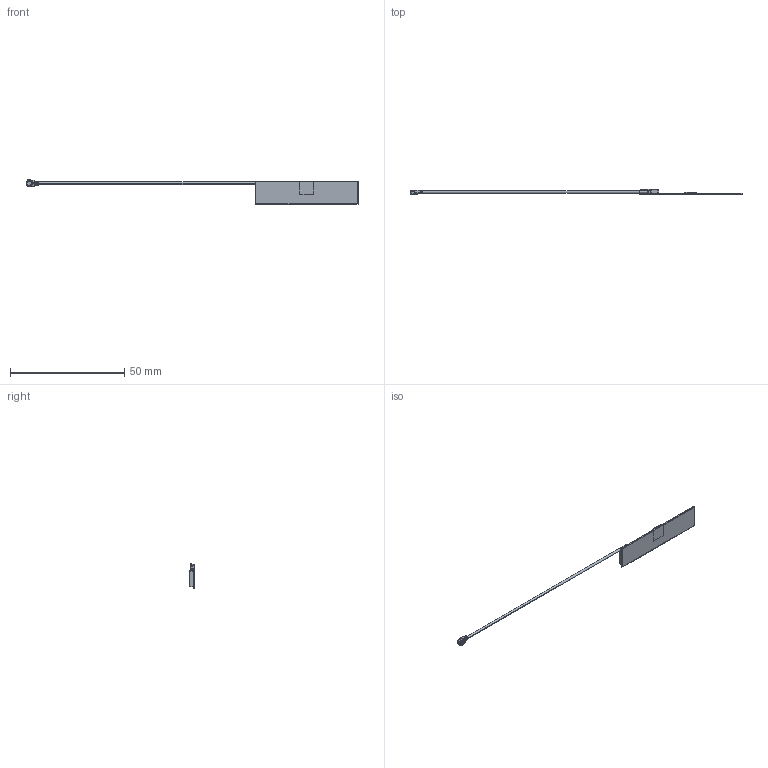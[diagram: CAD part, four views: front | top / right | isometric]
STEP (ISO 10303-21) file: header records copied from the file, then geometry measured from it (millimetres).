
FILE_DESCRIPTION (( 'STEP AP203' ), '1' );
FILE_NAME ('ALA.01.07.0095A.STEP', '2018-06-27T12:27:56', ( '' ), ( '' ), 'SwSTEP 2.0', 'SolidWorks 2017', '' );
FILE_SCHEMA (( 'CONFIG_CONTROL_DESIGN' ));
Length unit declared in the file: millimetre
Products named in the file (6): 1.13 Cable; IPEX 1; ALA.01.07.0095A; ALA.01_PCB; ALA.01_ Antenna; ALA.01_Shielding case
Assembly tree (5 placements, depth 2):
  ALA.01.07.0095A
    ALA.01_PCB
    ALA.01_ Antenna
    ALA.01_Shielding case
    1.13 Cable
    IPEX 1
Bounding box: 145.45 x 2.56 x 10.7 mm (x, y, z)
Volume: 364.6 mm3; surface area: 1644.9 mm2
Topology: 5 solids, 5 shells, 299 faces, 786 edges, 506 vertices
Faces by surface type: plane 179, cylinder 108, bspline 12
Entity records: 10350 total; most frequent: CARTESIAN_POINT 2371, ORIENTED_EDGE 1572, DIRECTION 1506, EDGE_CURVE 786, VERTEX_POINT 506, VECTOR 504, LINE 504, AXIS2_PLACEMENT_3D 501
